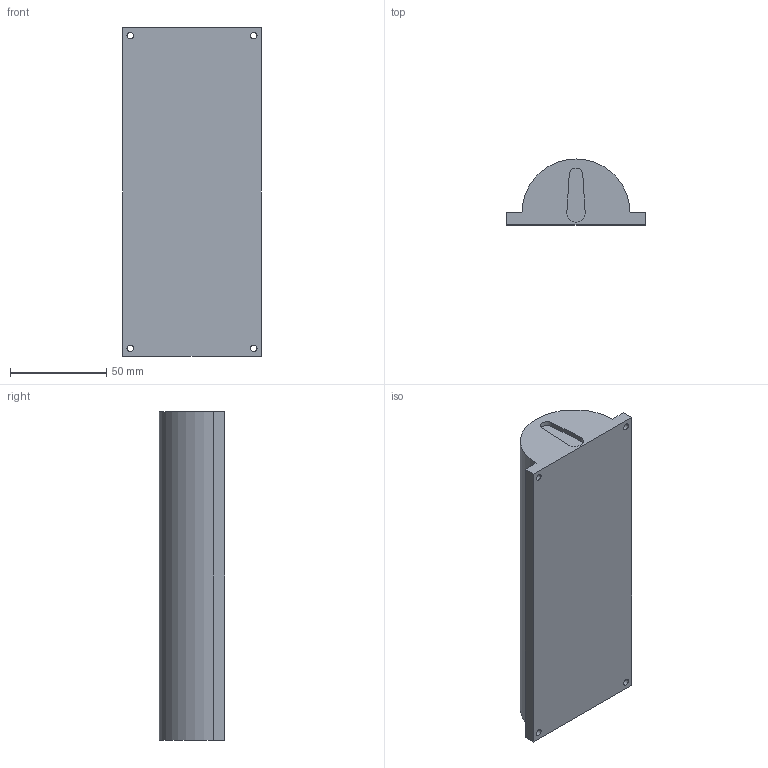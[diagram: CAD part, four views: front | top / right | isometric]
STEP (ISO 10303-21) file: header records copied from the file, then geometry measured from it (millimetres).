
FILE_DESCRIPTION(/* description */ (''),/* implementation_level */ '2;1');
FILE_NAME(/* name */ 'вал форточка.stp',/* time_stamp */ '2023-02-20T21:56:50+03:00',/* author */ ('Tasya'),/* organization */ (''),/* preprocessor_version */ 'ST-DEVELOPER v18.1',/* originating_system */ 'Autodesk Inventor 2021',/* authorisation */ '');
FILE_SCHEMA (('AUTOMOTIVE_DESIGN { 1 0 10303 214 3 1 1 }'));
Length unit declared in the file: millimetre
Products named in the file (1): вал форточка
Bounding box: 72 x 34 x 170 mm (x, y, z)
Volume: 281961.1 mm3; surface area: 35601.7 mm2
Topology: 1 solids, 1 shells, 21 faces, 62 edges, 44 vertices
Faces by surface type: plane 10, cylinder 7, cone 4
Full cylindrical faces by diameter (mm): 3.4 x4
Entity records: 787 total; most frequent: DIRECTION 136, CARTESIAN_POINT 128, ORIENTED_EDGE 124, EDGE_CURVE 62, AXIS2_PLACEMENT_3D 52, VERTEX_POINT 44, LINE 32, VECTOR 32
